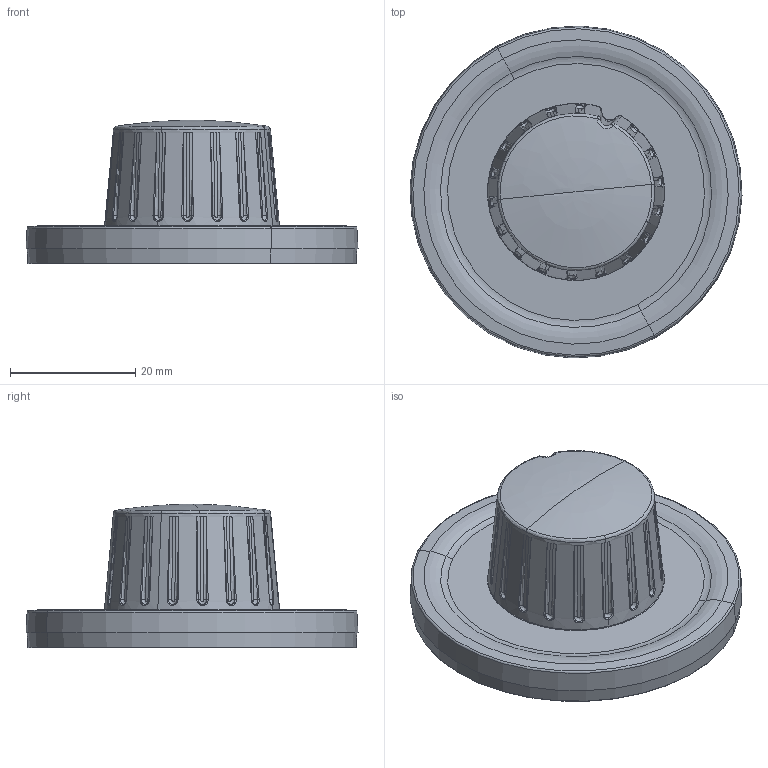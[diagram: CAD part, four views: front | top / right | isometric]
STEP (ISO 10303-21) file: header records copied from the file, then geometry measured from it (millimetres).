
FILE_DESCRIPTION(('CATIA V5 STEP Exchange','CAx-IF Rec.Pracs.--- Model Styling and Organization---1.5--- 2016-08-15','CAx-IF Rec.Pracs.---Supplemental Geometry---1.0---2011-11-01','CAx-IF Rec.Pracs.--- Composite Materials ---1.1---2010-07-15'),'2;1');
FILE_NAME('CB0015s.stp','2023-06-23T07:56:56+00:00',('none'),('none'),'CATIA Version 5-6 Release 2020 SP3','CATIA V5 STEP AP214 v2','none');
FILE_SCHEMA(('AUTOMOTIVE_DESIGN { 1 0 10303 214 1 1 1 1 }'));
Products named in the file (1): CB0015
Bounding box: 52.99 x 52.99 x 22.88 mm (x, y, z)
Surface area: 7280.9 mm2 (no closed solid volume)
Topology: 0 solids, 1 shells, 399 faces, 967 edges, 505 vertices
Faces by surface type: bspline 226, torus 48, sphere 36, cone 33, cylinder 22, revolution 19, plane 15
Entity records: 39913 total; most frequent: CARTESIAN_POINT 33182, ORIENTED_EDGE 1762, EDGE_CURVE 881, B_SPLINE_CURVE_WITH_KNOTS 633, DIRECTION 582, VERTEX_POINT 505, EDGE_LOOP 420, ADVANCED_FACE 399
